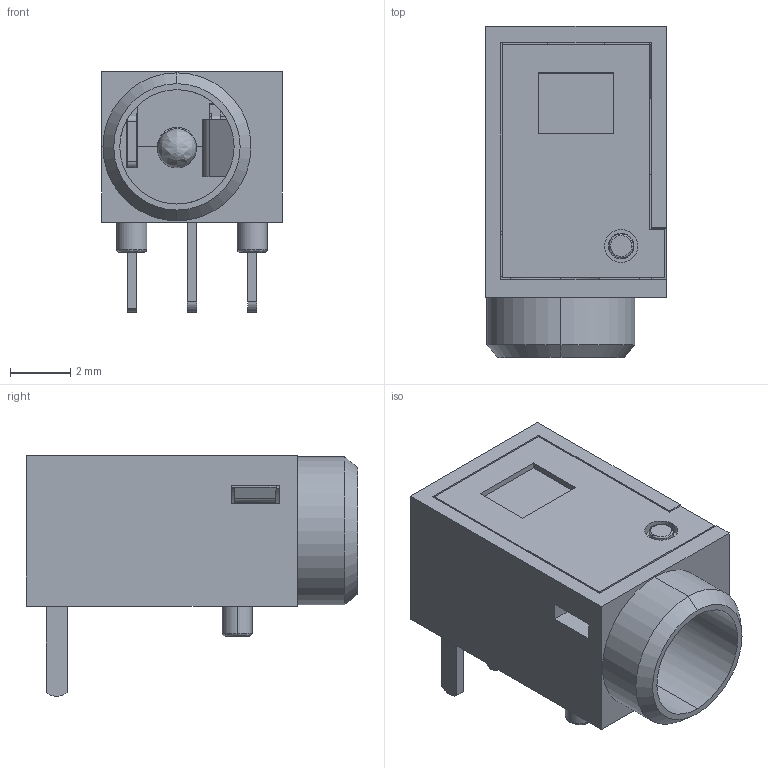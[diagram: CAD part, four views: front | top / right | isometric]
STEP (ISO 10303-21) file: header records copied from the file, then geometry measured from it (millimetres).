
FILE_DESCRIPTION (( 'STEP AP203' ), '1' );
FILE_NAME ('54-00143_revA.STEP', '2018-09-27T23:59:36', ( '' ), ( '' ), 'SwSTEP 2.0', 'SolidWorks 2015', '' );
FILE_SCHEMA (( 'CONFIG_CONTROL_DESIGN' ));
Length unit declared in the file: millimetre
Products named in the file (1): 54-00143_revA
Bounding box: 6 x 11 x 8 mm (x, y, z)
Volume: 187.4 mm3; surface area: 736.9 mm2
Topology: 5 solids, 5 shells, 250 faces, 712 edges, 464 vertices
Faces by surface type: plane 178, cylinder 60, bspline 10, cone 2
Entity records: 8271 total; most frequent: CARTESIAN_POINT 1659, ORIENTED_EDGE 1414, DIRECTION 1298, EDGE_CURVE 707, VECTOR 556, LINE 556, VERTEX_POINT 464, AXIS2_PLACEMENT_3D 371
